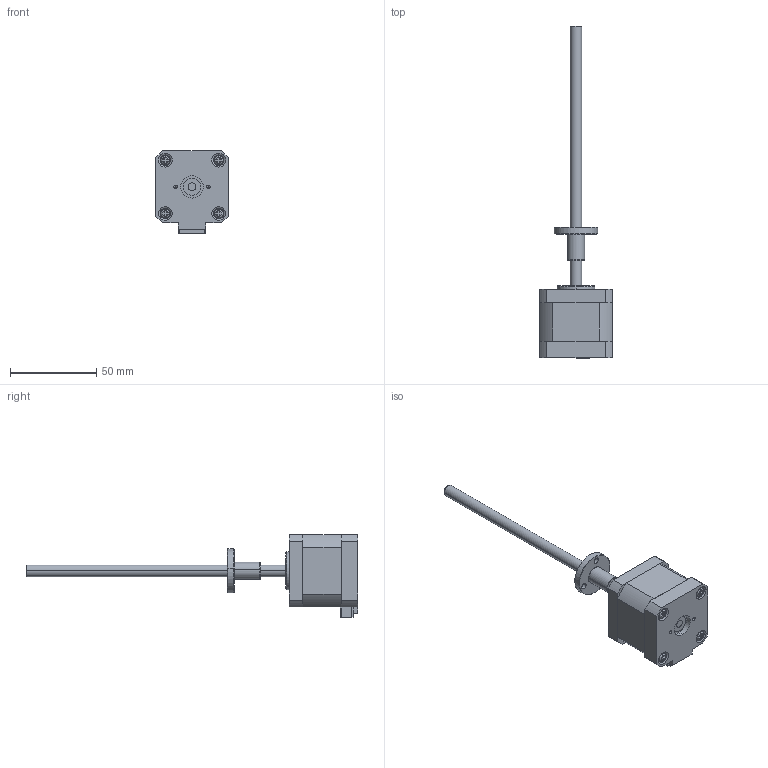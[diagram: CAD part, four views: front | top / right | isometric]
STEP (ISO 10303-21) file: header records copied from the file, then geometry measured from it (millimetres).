
FILE_DESCRIPTION (( 'STEP AP203' ), '1' );
FILE_NAME ('LSM172S-T6503-153-AR1-0.STEP', '2017-09-30T03:11:17', ( 'Windows' ), ( 'Microsoft' ), 'SwSTEP 2.0', 'SolidWorks 2014', '' );
FILE_SCHEMA (( 'CONFIG_CONTROL_DESIGN' ));
Length unit declared in the file: millimetre
Products named in the file (4): LE17HD2P4200-BR51A-001; T6503佪裝; 圆形普通螺母AR1_圆形螺母A3; LSM172S-T6503-153-AR1-0
Assembly tree (3 placements, depth 2):
  LSM172S-T6503-153-AR1-0
    LE17HD2P4200-BR51A-001
    T6503佪裝
    圆形普通螺母AR1_圆形螺母A3
Bounding box: 42 x 192.8 x 48 mm (x, y, z)
Volume: 76051 mm3; surface area: 19343.7 mm2
Topology: 4 solids, 4 shells, 360 faces, 918 edges, 588 vertices
Faces by surface type: plane 238, cylinder 78, cone 32, torus 12
Entity records: 11356 total; most frequent: CARTESIAN_POINT 2140, ORIENTED_EDGE 1828, DIRECTION 1820, EDGE_CURVE 914, LINE 628, VECTOR 628, AXIS2_PLACEMENT_3D 596, VERTEX_POINT 588
